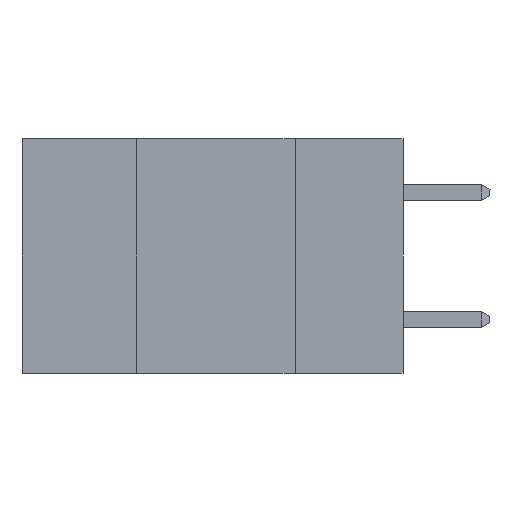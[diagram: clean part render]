
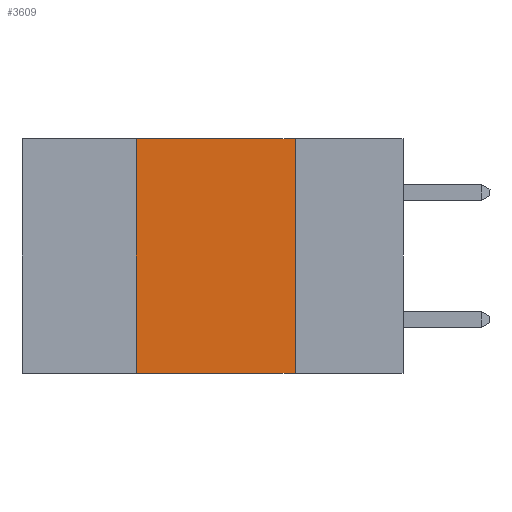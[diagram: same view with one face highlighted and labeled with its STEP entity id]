
A CAD part, left-side view. The second image highlights one B-rep face of the part: STEP entity #3609.
In plain terms, the highlighted planar face has unit normal (-1, 0, 0).
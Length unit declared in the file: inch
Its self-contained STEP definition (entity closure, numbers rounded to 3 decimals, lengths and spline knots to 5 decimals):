
#97 = CARTESIAN_POINT ( 'NONE',  ( 0., 0.6, -0.37 ) ) ;
#561 = VERTEX_POINT ( 'NONE', #2502 ) ;
#863 = DIRECTION ( 'NONE',  ( 0., -1., 0. ) ) ;
#1016 = EDGE_CURVE ( 'NONE', #7194, #8530, #6770, .T. ) ;
#1208 = CARTESIAN_POINT ( 'NONE',  ( 0., 0.17, 0. ) ) ;
#1486 = DIRECTION ( 'NONE',  ( 0., 0., -1. ) ) ;
#1883 = EDGE_CURVE ( 'NONE', #561, #8530, #9669, .T. ) ;
#1998 = FACE_OUTER_BOUND ( 'NONE', #6321, .T. ) ;
#2266 = CARTESIAN_POINT ( 'NONE',  ( 0., 0.42, 0. ) ) ;
#2343 = ORIENTED_EDGE ( 'NONE', *, *, #1883, .F. ) ;
#2502 = CARTESIAN_POINT ( 'NONE',  ( 0., 0.17, 0. ) ) ;
#3119 = ORIENTED_EDGE ( 'NONE', *, *, #9521, .F. ) ;
#3268 = AXIS2_PLACEMENT_3D ( 'NONE', #4583, #7982, #7965 ) ;
#3609 = ADVANCED_FACE ( 'NONE', ( #1998 ), #6440, .F. ) ;
#4583 = CARTESIAN_POINT ( 'NONE',  ( 0., 0.6, 0. ) ) ;
#4683 = VECTOR ( 'NONE', #6113, 39.37008 ) ;
#5008 = LINE ( 'NONE', #8405, #8554 ) ;
#5370 = CARTESIAN_POINT ( 'NONE',  ( 0., 0.42, -0.37 ) ) ;
#6113 = DIRECTION ( 'NONE',  ( 0., 0., 1. ) ) ;
#6321 = EDGE_LOOP ( 'NONE', ( #2343, #8527, #3119, #7347 ) ) ;
#6440 = PLANE ( 'NONE',  #3268 ) ;
#6476 = VERTEX_POINT ( 'NONE', #8221 ) ;
#6770 = LINE ( 'NONE', #97, #8382 ) ;
#7194 = VERTEX_POINT ( 'NONE', #5370 ) ;
#7251 = CARTESIAN_POINT ( 'NONE',  ( 0., 0.17, -0.37 ) ) ;
#7347 = ORIENTED_EDGE ( 'NONE', *, *, #1016, .T. ) ;
#7571 = DIRECTION ( 'NONE',  ( 0., -1., 0. ) ) ;
#7965 = DIRECTION ( 'NONE',  ( 0., 0., -1. ) ) ;
#7982 = DIRECTION ( 'NONE',  ( 1., 0., 0. ) ) ;
#8221 = CARTESIAN_POINT ( 'NONE',  ( 0., 0.42, 0. ) ) ;
#8382 = VECTOR ( 'NONE', #7571, 39.37008 ) ;
#8405 = CARTESIAN_POINT ( 'NONE',  ( 0., 0.6, 0. ) ) ;
#8449 = LINE ( 'NONE', #2266, #4683 ) ;
#8527 = ORIENTED_EDGE ( 'NONE', *, *, #9722, .F. ) ;
#8530 = VERTEX_POINT ( 'NONE', #7251 ) ;
#8554 = VECTOR ( 'NONE', #863, 39.37008 ) ;
#9446 = VECTOR ( 'NONE', #1486, 39.37008 ) ;
#9521 = EDGE_CURVE ( 'NONE', #7194, #6476, #8449, .T. ) ;
#9669 = LINE ( 'NONE', #1208, #9446 ) ;
#9722 = EDGE_CURVE ( 'NONE', #6476, #561, #5008, .T. ) ;
